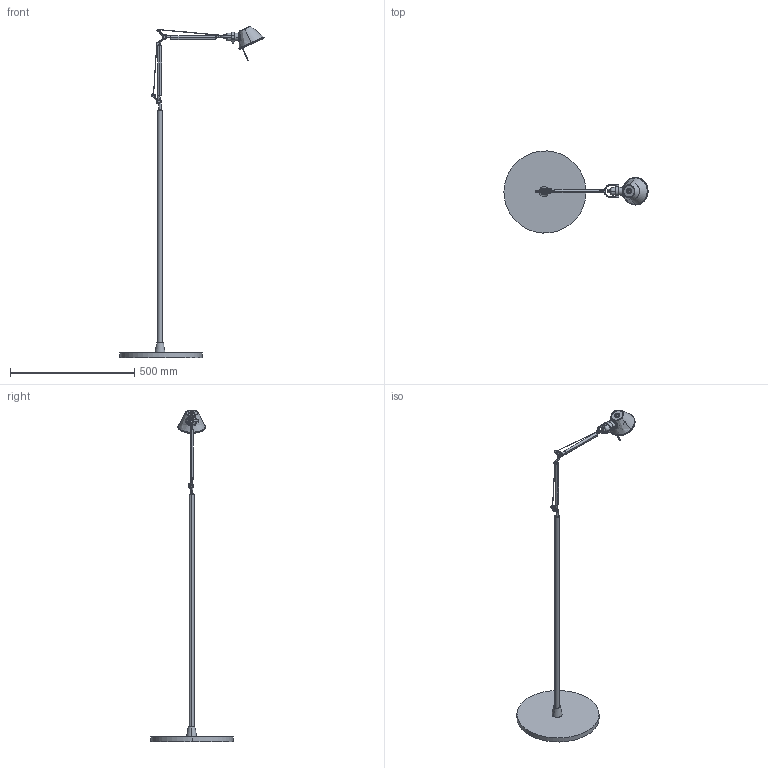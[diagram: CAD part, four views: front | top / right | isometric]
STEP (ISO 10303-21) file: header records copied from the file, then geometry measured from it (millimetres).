
FILE_DESCRIPTION(/* description */ (''),/* implementation_level */ '2;1');
FILE_NAME(/* name */ 'Tolomeo micro terra',/* time_stamp */ '2016-05-02T15:14:40+02:00',/* author */ (''),/* organization */ (''),/* preprocessor_version */ 'ST-DEVELOPER v15',/* originating_system */ '',/* authorisation */ '');
FILE_SCHEMA (('AUTOMOTIVE_DESIGN'));
Length unit declared in the file: millimetre
Products named in the file (28): Document; Blocco 01; Blocco 02; Blocco 03; Blocco 04; Blocco 11; Blocco 12; Blocco 13; Blocco 14; Blocco 15; Blocco 16; Blocco 17; Blocco 18; Blocco 19; Blocco 20; Blocco 21; Blocco 22; Blocco 23; Blocco 24; Blocco 25; Blocco 26; Blocco 27; Blocco 28; Blocco 29; Blocco 30; Blocco 31; Blocco 33; Blocco 34
Assembly tree (27 placements, depth 2):
  Document
    Blocco 01
    Blocco 02
    Blocco 03
    Blocco 04
    Blocco 11
    Blocco 12
    Blocco 13
    Blocco 14
    Blocco 15
    Blocco 16
    Blocco 17
    Blocco 18
    Blocco 19
    Blocco 20
    Blocco 21
    Blocco 22
    Blocco 23
    Blocco 24
    Blocco 25
    Blocco 26
    Blocco 27
    Blocco 28
    Blocco 29
    Blocco 30
    Blocco 31
    Blocco 33
    Blocco 34
Bounding box: 579.01 x 329.51 x 1332.8 mm (x, y, z)
Volume: 1714241.9 mm3; surface area: 334589.5 mm2
Topology: 1 solids, 490 shells, 497 faces, 2228 edges, 2211 vertices
Faces by surface type: plane 279, bspline 218
Entity records: 27187 total; most frequent: CARTESIAN_POINT 14507, ORIENTED_EDGE 2230, EDGE_CURVE 2217, VERTEX_POINT 2210, B_SPLINE_CURVE_WITH_KNOTS 1358, EDGE_LOOP 504, ADVANCED_FACE 497, FACE_OUTER_BOUND 497
